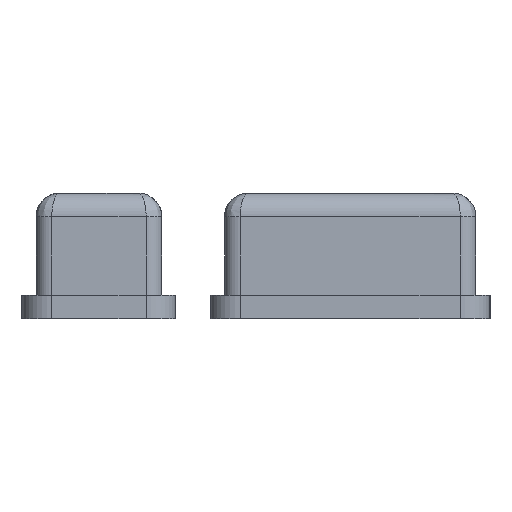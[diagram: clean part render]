
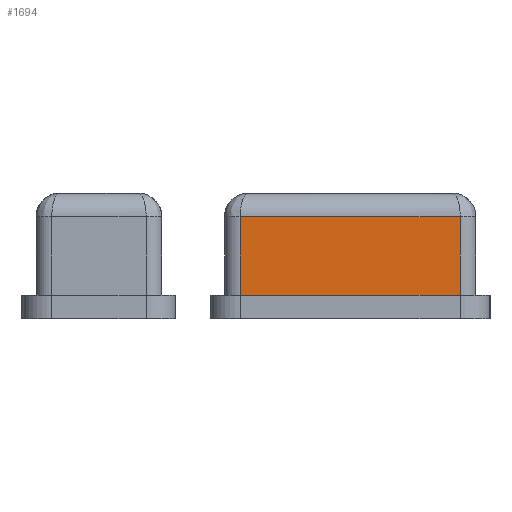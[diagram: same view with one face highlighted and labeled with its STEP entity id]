
A CAD part, left-side view. The second image highlights one B-rep face of the part: STEP entity #1694.
In plain terms, the highlighted planar face has unit normal (-1, 0, 0).
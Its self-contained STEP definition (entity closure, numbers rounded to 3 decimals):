
#278=FACE_OUTER_BOUND('',#390,.T.);
#390=EDGE_LOOP('',(#1497,#1498,#1499,#1500));
#529=LINE('',#3207,#673);
#537=LINE('',#3231,#681);
#538=LINE('',#3235,#682);
#539=LINE('',#3236,#683);
#673=VECTOR('',#2358,10.);
#681=VECTOR('',#2380,10.);
#682=VECTOR('',#2385,10.);
#683=VECTOR('',#2386,10.);
#817=VERTEX_POINT('',#3203);
#819=VERTEX_POINT('',#3206);
#828=VERTEX_POINT('',#3230);
#829=VERTEX_POINT('',#3234);
#1042=EDGE_CURVE('',#819,#817,#529,.T.);
#1054=EDGE_CURVE('',#828,#819,#537,.T.);
#1056=EDGE_CURVE('',#829,#817,#538,.T.);
#1057=EDGE_CURVE('',#828,#829,#539,.T.);
#1497=ORIENTED_EDGE('',*,*,#1042,.T.);
#1498=ORIENTED_EDGE('',*,*,#1056,.F.);
#1499=ORIENTED_EDGE('',*,*,#1057,.F.);
#1500=ORIENTED_EDGE('',*,*,#1054,.T.);
#1596=PLANE('',#1893);
#1694=ADVANCED_FACE('',(#278),#1596,.F.);
#1893=AXIS2_PLACEMENT_3D('',#3233,#2383,#2384);
#2358=DIRECTION('',(0.,-1.,0.));
#2380=DIRECTION('',(0.,0.,-1.));
#2383=DIRECTION('center_axis',(1.,0.,0.));
#2384=DIRECTION('ref_axis',(0.,-1.,0.));
#2385=DIRECTION('',(0.,0.,-1.));
#2386=DIRECTION('',(0.,-1.,0.));
#3203=CARTESIAN_POINT('',(-14.,35.,15.5));
#3206=CARTESIAN_POINT('',(-14.,49.,15.5));
#3207=CARTESIAN_POINT('',(-14.,45.5,15.5));
#3230=CARTESIAN_POINT('',(-14.,49.,20.5));
#3231=CARTESIAN_POINT('',(-14.,49.,20.));
#3233=CARTESIAN_POINT('Origin',(-14.,49.,20.));
#3234=CARTESIAN_POINT('',(-14.,35.,20.5));
#3235=CARTESIAN_POINT('',(-14.,35.,20.));
#3236=CARTESIAN_POINT('',(-14.,45.5,20.5));
